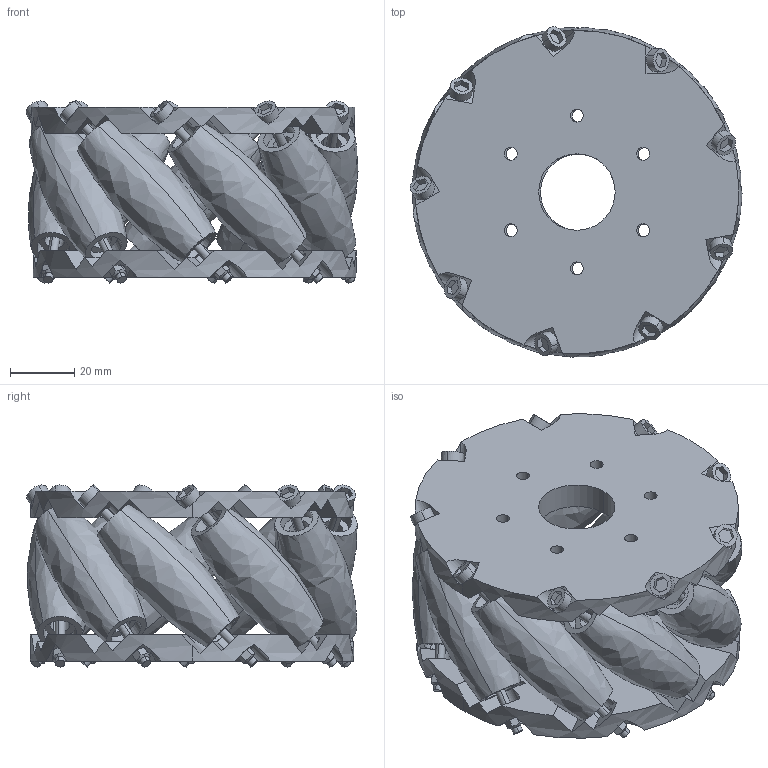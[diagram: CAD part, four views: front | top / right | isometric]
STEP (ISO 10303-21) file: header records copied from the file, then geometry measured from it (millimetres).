
FILE_DESCRIPTION (( 'STEP AP214' ), '1' );
FILE_NAME ('Mecanum wheel.STEP', '2022-02-01T12:25:40', ( '' ), ( '' ), 'SwSTEP 2.0', 'SolidWorks 2020', '' );
FILE_SCHEMA (( 'AUTOMOTIVE_DESIGN' ));
Length unit declared in the file: millimetre
Products named in the file (5): Wheel hub_____; M3 Nut_____; M3x72mm Screw_____; Mecanum wheel; Roller_____
Assembly tree (29 placements, depth 2):
  Mecanum wheel
    Wheel hub_____  x2
    Roller_____  x9
    M3x72mm Screw_____  x9
    M3 Nut_____  x9
Bounding box: 103.15 x 102.66 x 56.57 mm (x, y, z)
Volume: 213881 mm3; surface area: 84855.2 mm2
Topology: 29 solids, 29 shells, 581 faces, 1470 edges, 974 vertices
Faces by surface type: plane 301, cylinder 244, bspline 18, cone 18
Entity records: 5770 total; most frequent: CARTESIAN_POINT 1317, ORIENTED_EDGE 896, DIRECTION 889, EDGE_CURVE 448, AXIS2_PLACEMENT_3D 348, VERTEX_POINT 298, EDGE_LOOP 200, LINE 193
